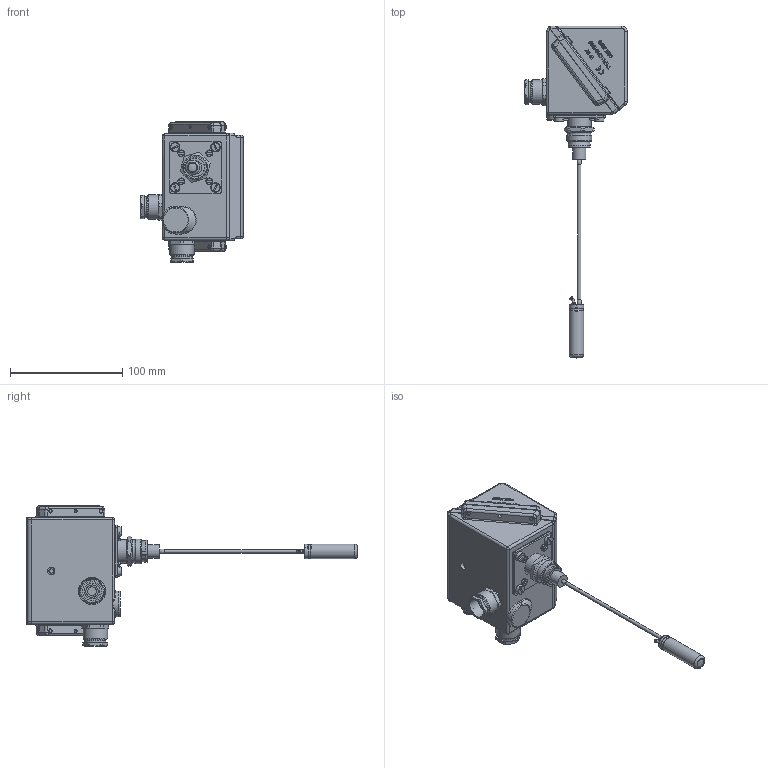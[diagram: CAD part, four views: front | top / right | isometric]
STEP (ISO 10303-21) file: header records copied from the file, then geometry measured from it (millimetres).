
FILE_DESCRIPTION((''),'2;1');
FILE_NAME('WEB060L8080.step','2014-12-22T11:31:33',(''),(''),'Autodesk Inventor 2012','Autodesk Inventor 2012','');
FILE_SCHEMA(('AUTOMOTIVE_DESIGN { 1 2 10303 214 0 1 1 1 }'));
Length unit declared in the file: millimetre
Products named in the file (1): WEB060L8080
Bounding box: 91.36 x 296.15 x 125 mm (x, y, z)
Volume: 448737.5 mm3; surface area: 140837 mm2
Topology: 7 solids, 63 shells, 2580 faces, 6675 edges, 4256 vertices
Faces by surface type: plane 1266, cylinder 807, bspline 252, torus 129, cone 120, sphere 6
Full cylindrical faces by diameter (mm): 0.4 x2, 0.5 x16, 0.9 x1, 1.1 x2, 1.5 x28, 1.567 x12, 1.6 x3, 2 x25, 2.4 x12, 2.5 x10, 2.6 x1, 2.75 x6, 3 x8, 3.15 x1, 3.2 x6, 3.3 x1, 3.4 x1, 3.5 x4, 3.6 x4, 4 x19, 4.2 x16, 4.5 x4, 4.51 x4, 5 x4, 5.1 x1, 5.5 x8, 6 x4, 6.8 x1, 7 x5, 7.8 x2
Entity records: 83544 total; most frequent: CARTESIAN_POINT 21369, ORIENTED_EDGE 12168, DIRECTION 11932, EDGE_CURVE 6084, AXIS2_PLACEMENT_3D 4389, VERTEX_POINT 4096, EDGE_LOOP 3300, VECTOR 3154
